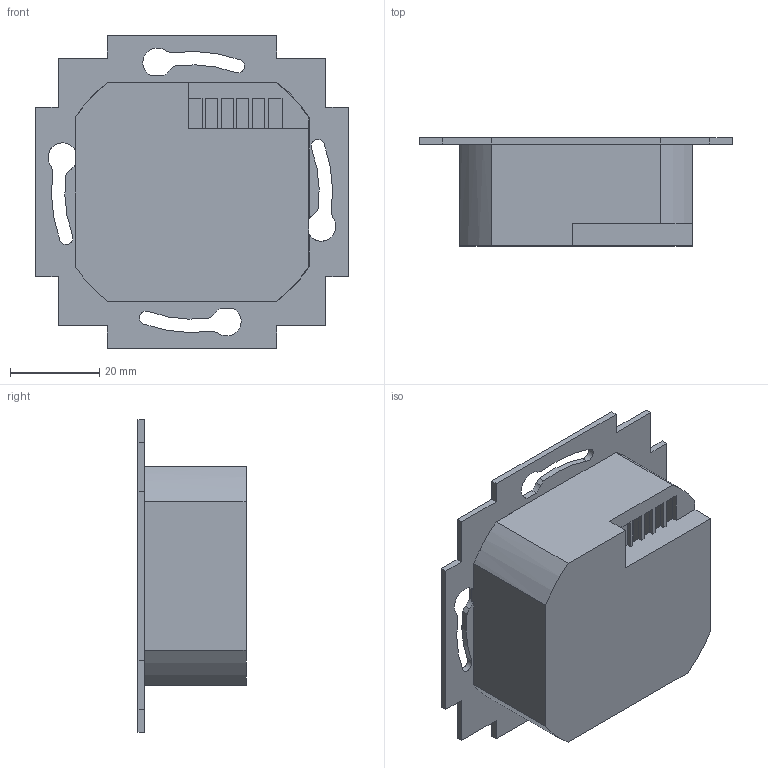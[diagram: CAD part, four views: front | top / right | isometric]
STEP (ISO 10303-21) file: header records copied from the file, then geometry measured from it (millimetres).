
FILE_DESCRIPTION(/* description */ (''),/* implementation_level */ '2;1');
FILE_NAME(/* name */ 'UPgehaeuse v31.step',/* time_stamp */ '2025-04-21T15:05:54+02:00',/* author */ (''),/* organization */ (''),/* preprocessor_version */ 'ST-DEVELOPER v20.1',/* originating_system */ 'Autodesk Translation Framework v14.4.0.0',/* authorisation */ '');
FILE_SCHEMA (('AUTOMOTIVE_DESIGN { 1 0 10303 214 3 1 1 }'));
Length unit declared in the file: millimetre
Products named in the file (1): UPgehaeuse
Bounding box: 70 x 24.2 x 70 mm (x, y, z)
Volume: 14708.4 mm3; surface area: 22348.8 mm2
Topology: 2 solids, 2 shells, 161 faces, 479 edges, 318 vertices
Faces by surface type: plane 111, cylinder 50
Full cylindrical faces by diameter (mm): 3.5 x2, 4.1 x2
Entity records: 5473 total; most frequent: CARTESIAN_POINT 959, ORIENTED_EDGE 958, DIRECTION 911, EDGE_CURVE 479, LINE 371, VECTOR 371, VERTEX_POINT 318, AXIS2_PLACEMENT_3D 270
